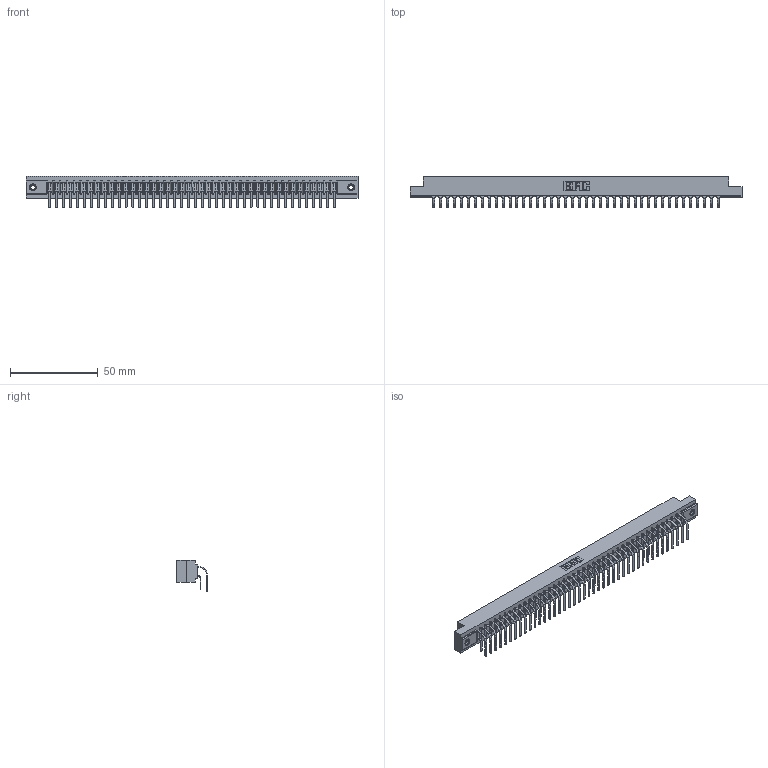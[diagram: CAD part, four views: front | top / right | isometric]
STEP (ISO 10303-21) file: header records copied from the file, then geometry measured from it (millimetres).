
FILE_DESCRIPTION (( 'STEP AP203' ), '1' );
FILE_NAME ('357-084-459-207.STEP', '2022-07-07T20:27:20', ( '' ), ( '' ), 'SwSTEP 2.0', 'SolidWorks 2020', '' );
FILE_SCHEMA (( 'CONFIG_CONTROL_DESIGN' ));
Length unit declared in the file: inch
Products named in the file (5): 307-290-001_558 559 - 1 (Single); 345-250-001_345-250-005-103; 357-084-459-207; 307 Part_.156 Dia Mounting Holes; 307-290-001_559 - 2 (Single)
Assembly tree (87 placements, depth 2):
  357-084-459-207
    307 Part_.156 Dia Mounting Holes
    307-290-001_558 559 - 1 (Single)  x42
    307-290-001_559 - 2 (Single)  x42
    345-250-001_345-250-005-103  x2
Bounding box: 189.43 x 17.51 x 18.07 mm (x, y, z)
Volume: 20446.4 mm3; surface area: 26850.6 mm2
Topology: 87 solids, 87 shells, 4421 faces, 12387 edges, 8022 vertices
Faces by surface type: plane 2874, cylinder 1445, sphere 86, cone 12, torus 4
Entity records: 39982 total; most frequent: CARTESIAN_POINT 6527, ORIENTED_EDGE 6462, DIRECTION 6401, EDGE_CURVE 3231, VECTOR 2477, LINE 2477, VERTEX_POINT 2088, AXIS2_PLACEMENT_3D 1962
